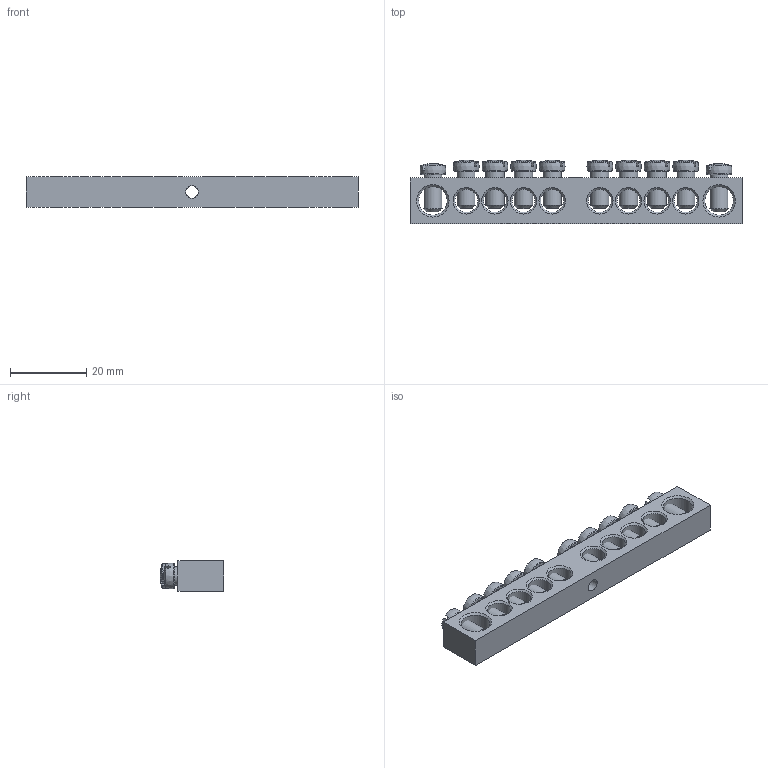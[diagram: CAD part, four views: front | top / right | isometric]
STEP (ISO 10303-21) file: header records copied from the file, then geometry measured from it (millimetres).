
FILE_DESCRIPTION(/* description */ (''),/* implementation_level */ '2;1');
FILE_NAME(/* name */ '8х12-10_1.stp',/* time_stamp */ '2021-04-12T22:41:37+03:00',/* author */ ('Admin'),/* organization */ (''),/* preprocessor_version */ 'ST-DEVELOPER v15.6',/* originating_system */ 'Autodesk Inventor 2015',/* authorisation */ '');
FILE_SCHEMA (('AUTOMOTIVE_DESIGN { 1 0 10303 214 3 1 1 }'));
Length unit declared in the file: millimetre
Products named in the file (3): 8х12-10_1; Винт M5x10; -ноль) X_1
Assembly tree (11 placements, depth 2):
  -ноль) X_1
    8х12-10_1
    Винт M5x10  x10
Bounding box: 87 x 16.65 x 8 mm (x, y, z)
Volume: 7736.4 mm3; surface area: 7699.6 mm2
Topology: 11 solids, 11 shells, 297 faces, 782 edges, 517 vertices
Faces by surface type: plane 156, cone 50, cylinder 31, torus 30, sphere 20, bspline 10
Full cylindrical faces by diameter (mm): 3.242 x1, 4.134 x10, 4.8 x10, 6 x8, 7.5 x2
Entity records: 2585 total; most frequent: CARTESIAN_POINT 749, DIRECTION 370, ORIENTED_EDGE 272, AXIS2_PLACEMENT_3D 168, EDGE_LOOP 159, EDGE_CURVE 136, VERTEX_POINT 113, FACE_BOUND 87
